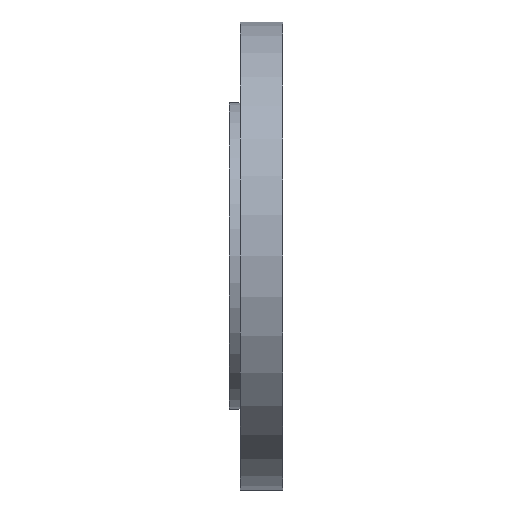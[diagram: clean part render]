
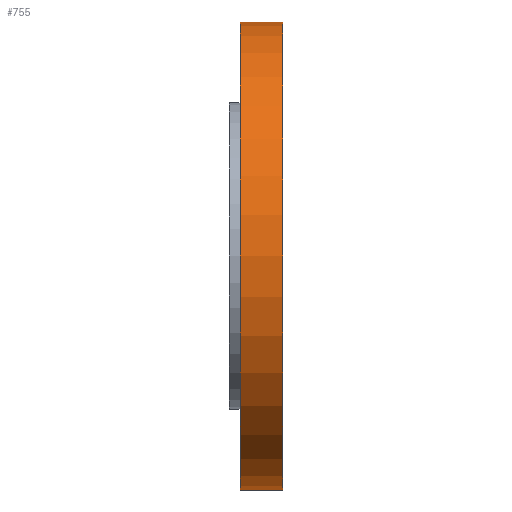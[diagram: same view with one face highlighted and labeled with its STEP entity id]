
A CAD part, left-side view. The second image highlights one B-rep face of the part: STEP entity #755.
In plain terms, the highlighted cylindrical face has radius 110 mm (diameter 220 mm), a partial arc.
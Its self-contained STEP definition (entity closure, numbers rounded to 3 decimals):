
#7 = AXIS2_PLACEMENT_3D ( 'NONE', #332, #44, #765 ) ;
#14 = VERTEX_POINT ( 'NONE', #225 ) ;
#29 = LINE ( 'NONE', #451, #557 ) ;
#44 = DIRECTION ( 'NONE',  ( 0., 1., 0. ) ) ;
#110 = CARTESIAN_POINT ( 'NONE',  ( 0., 20., 110. ) ) ;
#123 = CARTESIAN_POINT ( 'NONE',  ( 0., 20., 0. ) ) ;
#136 = CARTESIAN_POINT ( 'NONE',  ( 0., 0., 110. ) ) ;
#141 = CARTESIAN_POINT ( 'NONE',  ( 0., 20., 110. ) ) ;
#157 = CARTESIAN_POINT ( 'NONE',  ( 0., 0., -110. ) ) ;
#194 = DIRECTION ( 'NONE',  ( 0., 0., -1. ) ) ;
#224 = DIRECTION ( 'NONE',  ( 0., -1., 0. ) ) ;
#225 = CARTESIAN_POINT ( 'NONE',  ( 0., 20., -110. ) ) ;
#258 = EDGE_CURVE ( 'NONE', #14, #659, #819, .T. ) ;
#261 = FACE_OUTER_BOUND ( 'NONE', #706, .T. ) ;
#272 = DIRECTION ( 'NONE',  ( 0., -1., 0. ) ) ;
#290 = CIRCLE ( 'NONE', #7, 110. ) ;
#332 = CARTESIAN_POINT ( 'NONE',  ( 0., 0., 0. ) ) ;
#365 = EDGE_CURVE ( 'NONE', #14, #898, #29, .T. ) ;
#413 = DIRECTION ( 'NONE',  ( 0., 1., 0. ) ) ;
#451 = CARTESIAN_POINT ( 'NONE',  ( 0., 20., -110. ) ) ;
#517 = ORIENTED_EDGE ( 'NONE', *, *, #258, .F. ) ;
#525 = VECTOR ( 'NONE', #823, 1000. ) ;
#552 = EDGE_CURVE ( 'NONE', #659, #759, #555, .T. ) ;
#555 = LINE ( 'NONE', #110, #525 ) ;
#557 = VECTOR ( 'NONE', #224, 1000. ) ;
#624 = EDGE_CURVE ( 'NONE', #898, #759, #290, .T. ) ;
#659 = VERTEX_POINT ( 'NONE', #141 ) ;
#705 = DIRECTION ( 'NONE',  ( 0., 0., 1. ) ) ;
#706 = EDGE_LOOP ( 'NONE', ( #764, #517, #774, #857 ) ) ;
#755 = ADVANCED_FACE ( 'NONE', ( #261 ), #775, .T. ) ;
#759 = VERTEX_POINT ( 'NONE', #136 ) ;
#764 = ORIENTED_EDGE ( 'NONE', *, *, #552, .F. ) ;
#765 = DIRECTION ( 'NONE',  ( 0., 0., 1. ) ) ;
#774 = ORIENTED_EDGE ( 'NONE', *, *, #365, .T. ) ;
#775 = CYLINDRICAL_SURFACE ( 'NONE', #896, 110. ) ;
#819 = CIRCLE ( 'NONE', #834, 110. ) ;
#823 = DIRECTION ( 'NONE',  ( 0., -1., 0. ) ) ;
#834 = AXIS2_PLACEMENT_3D ( 'NONE', #123, #413, #705 ) ;
#838 = CARTESIAN_POINT ( 'NONE',  ( 0., 20., 0. ) ) ;
#857 = ORIENTED_EDGE ( 'NONE', *, *, #624, .T. ) ;
#896 = AXIS2_PLACEMENT_3D ( 'NONE', #838, #272, #194 ) ;
#898 = VERTEX_POINT ( 'NONE', #157 ) ;
